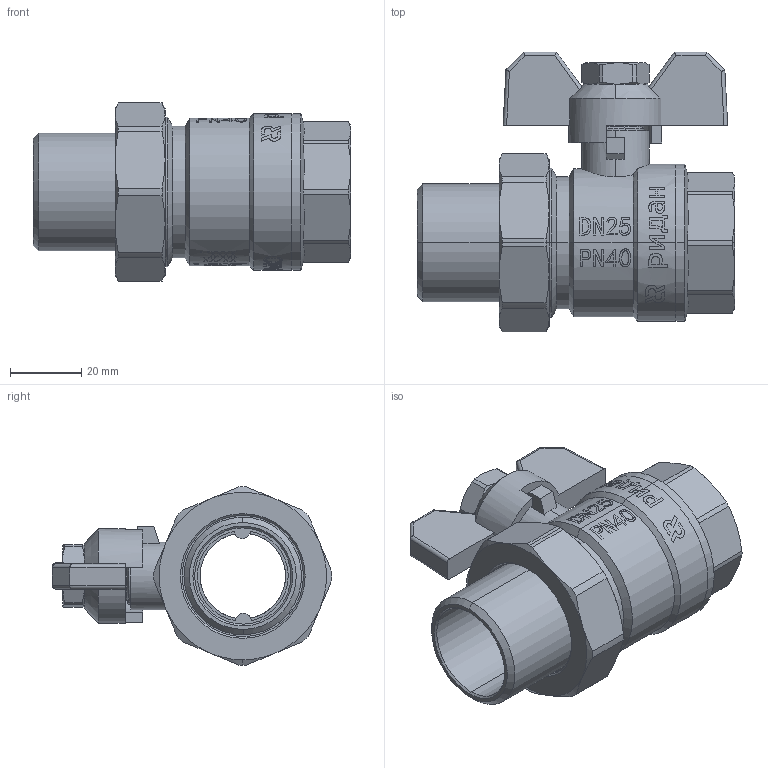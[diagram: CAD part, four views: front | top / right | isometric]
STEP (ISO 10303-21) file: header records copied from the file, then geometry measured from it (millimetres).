
FILE_DESCRIPTION (( 'STEP AP214' ), '1' );
FILE_NAME ('带接管球阀1.0.STEP', '2023-03-07T06:50:04', ( '' ), ( '' ), 'SwSTEP 2.0', 'SolidWorks 2016', '' );
FILE_SCHEMA (( 'AUTOMOTIVE_DESIGN' ));
Length unit declared in the file: millimetre
Products named in the file (13): ñ; 极_11; 带接管球阀1.0; ѹñ3060203100013; 沓蹋3040420001410; 鞠褒蹟譫_M10X6; 概裝; 評倰忒梟1; 諉奪; O遠22x2.5; 蟀諉簽; 躇猾釱3040320003224; 3010401640007平底球37x24x6
Assembly tree (13 placements, depth 2):
  带接管球阀1.0
    极_11
    ñ
    3010401640007平底球37x24x6
    躇猾釱3040320003224  x2
    蟀諉簽
    O遠22x2.5
    諉奪
    評倰忒梟1
    概裝
    鞠褒蹟譫_M10X6
    沓蹋3040420001410
    ѹñ3060203100013
Bounding box: 89.09 x 78.5 x 50 mm (x, y, z)
Volume: 75932.9 mm3; surface area: 51251.7 mm2
Topology: 13 solids, 13 shells, 938 faces, 2369 edges, 1530 vertices
Faces by surface type: plane 364, bspline 244, cylinder 199, cone 115, torus 14, sphere 2
Entity records: 59222 total; most frequent: CARTESIAN_POINT 38213, ORIENTED_EDGE 4670, DIRECTION 3345, EDGE_CURVE 2335, VERTEX_POINT 1510, AXIS2_PLACEMENT_3D 1290, EDGE_LOOP 1023, B_SPLINE_CURVE_WITH_KNOTS 954
